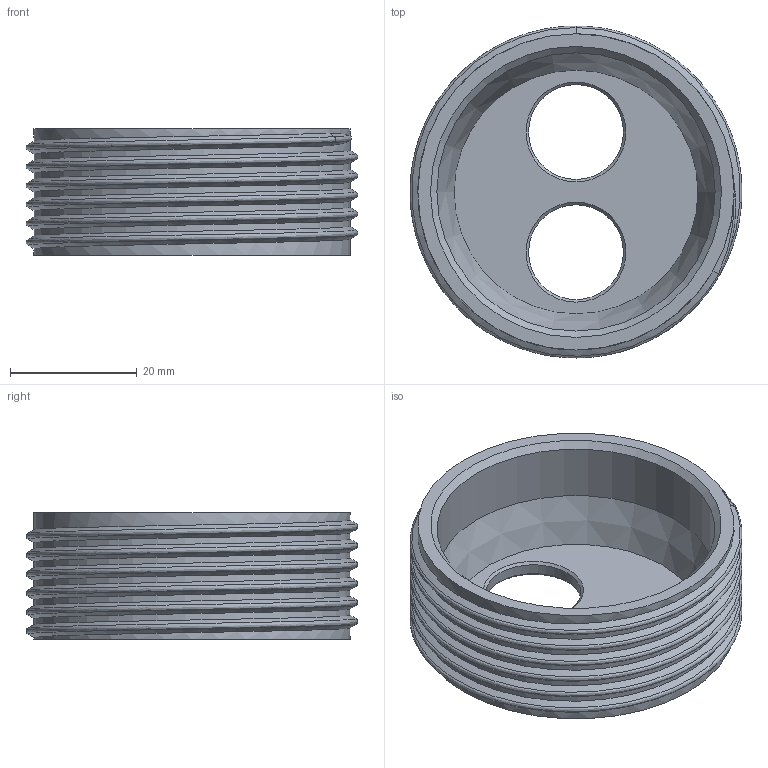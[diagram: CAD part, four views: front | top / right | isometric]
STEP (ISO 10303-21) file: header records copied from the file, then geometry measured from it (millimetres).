
FILE_DESCRIPTION(('FreeCAD Model'),'2;1');
FILE_NAME('Open CASCADE Shape Model','2025-01-26T23:42:12',(''),(''), 'Open CASCADE STEP processor 7.8','FreeCAD','Unknown');
FILE_SCHEMA(('AUTOMOTIVE_DESIGN { 1 0 10303 214 1 1 1 1 }'));
Length unit declared in the file: millimetre
Products named in the file (1): inner
Bounding box: 52.46 x 52.46 x 20 mm (x, y, z)
Volume: 14483.4 mm3; surface area: 9810.1 mm2
Topology: 1 solids, 1 shells, 42 faces, 97 edges, 58 vertices
Faces by surface type: bspline 24, cylinder 9, cone 6, plane 3
Full cylindrical faces by diameter (mm): 15 x2, 44 x1, 50 x6
Entity records: 4599 total; most frequent: CARTESIAN_POINT 2860, DIRECTION 234, ORIENTED_EDGE 194, PCURVE 194, DEFINITIONAL_REPRESENTATION 194, LINE 164, VECTOR 164, EDGE_CURVE 97
